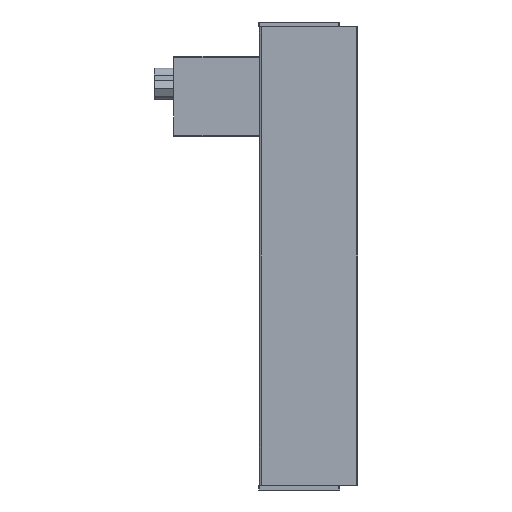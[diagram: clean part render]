
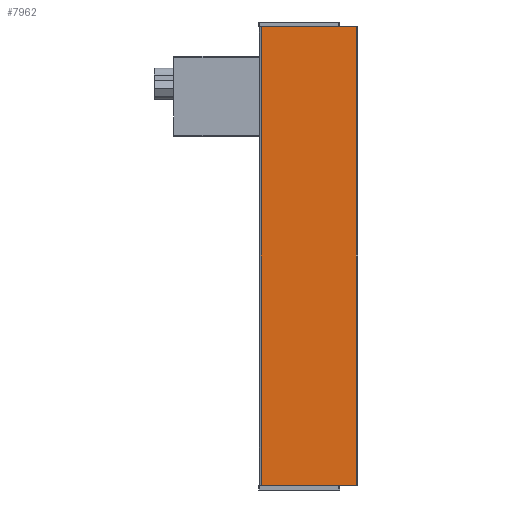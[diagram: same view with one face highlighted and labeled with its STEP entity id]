
A CAD part, left-side view. The second image highlights one B-rep face of the part: STEP entity #7962.
In plain terms, the highlighted planar face has unit normal (-1, 0, 0).
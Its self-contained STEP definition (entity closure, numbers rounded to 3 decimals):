
#141 = CARTESIAN_POINT ( 'NONE',  ( 0., 29.3, -139. ) ) ;
#312 = EDGE_CURVE ( 'NONE', #7762, #7231, #7103, .T. ) ;
#1299 = LINE ( 'NONE', #2163, #3419 ) ;
#1893 = ORIENTED_EDGE ( 'NONE', *, *, #6188, .T. ) ;
#1976 = CARTESIAN_POINT ( 'NONE',  ( 0., 0.5, -139. ) ) ;
#2103 = CARTESIAN_POINT ( 'NONE',  ( 0., 29.3, 0. ) ) ;
#2163 = CARTESIAN_POINT ( 'NONE',  ( 0., 29.3, -139. ) ) ;
#2321 = DIRECTION ( 'NONE',  ( 0., 0., 1. ) ) ;
#2374 = VECTOR ( 'NONE', #3636, 1000. ) ;
#2477 = VECTOR ( 'NONE', #10594, 1000. ) ;
#3013 = DIRECTION ( 'NONE',  ( 0., -1., 0. ) ) ;
#3103 = DIRECTION ( 'NONE',  ( 0., 0., -1. ) ) ;
#3182 = DIRECTION ( 'NONE',  ( -1., 0., 0. ) ) ;
#3411 = FACE_OUTER_BOUND ( 'NONE', #5435, .T. ) ;
#3419 = VECTOR ( 'NONE', #3013, 1000. ) ;
#3636 = DIRECTION ( 'NONE',  ( 0., 0., -1. ) ) ;
#3784 = CARTESIAN_POINT ( 'NONE',  ( 0., 0.5, 0. ) ) ;
#3858 = CARTESIAN_POINT ( 'NONE',  ( 0., 0.5, -139. ) ) ;
#5007 = EDGE_CURVE ( 'NONE', #7231, #11040, #7468, .T. ) ;
#5435 = EDGE_LOOP ( 'NONE', ( #6744, #8933, #8930, #1893 ) ) ;
#5439 = EDGE_CURVE ( 'NONE', #5588, #11040, #1299, .T. ) ;
#5588 = VERTEX_POINT ( 'NONE', #11255 ) ;
#6188 = EDGE_CURVE ( 'NONE', #7762, #5588, #7990, .T. ) ;
#6744 = ORIENTED_EDGE ( 'NONE', *, *, #5439, .T. ) ;
#6914 = PLANE ( 'NONE',  #10353 ) ;
#7103 = LINE ( 'NONE', #8769, #2477 ) ;
#7231 = VERTEX_POINT ( 'NONE', #3784 ) ;
#7468 = LINE ( 'NONE', #3858, #7618 ) ;
#7618 = VECTOR ( 'NONE', #3103, 1000. ) ;
#7762 = VERTEX_POINT ( 'NONE', #2103 ) ;
#7962 = ADVANCED_FACE ( 'NONE', ( #3411 ), #6914, .T. ) ;
#7990 = LINE ( 'NONE', #141, #2374 ) ;
#8769 = CARTESIAN_POINT ( 'NONE',  ( 0., 29.3, 0. ) ) ;
#8930 = ORIENTED_EDGE ( 'NONE', *, *, #312, .F. ) ;
#8933 = ORIENTED_EDGE ( 'NONE', *, *, #5007, .F. ) ;
#9541 = CARTESIAN_POINT ( 'NONE',  ( 0., 29.3, -139. ) ) ;
#10353 = AXIS2_PLACEMENT_3D ( 'NONE', #9541, #3182, #2321 ) ;
#10594 = DIRECTION ( 'NONE',  ( 0., -1., 0. ) ) ;
#11040 = VERTEX_POINT ( 'NONE', #1976 ) ;
#11255 = CARTESIAN_POINT ( 'NONE',  ( 0., 29.3, -139. ) ) ;
